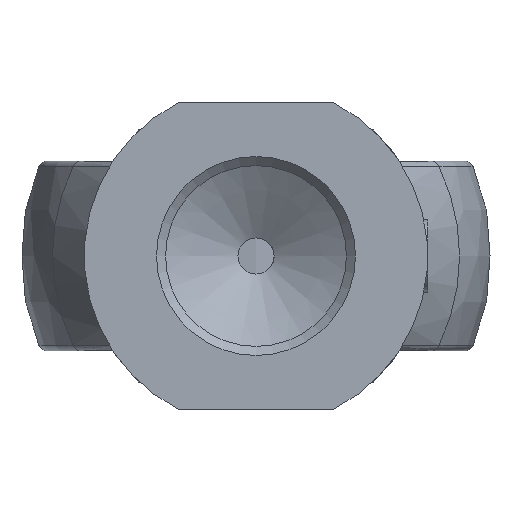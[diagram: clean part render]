
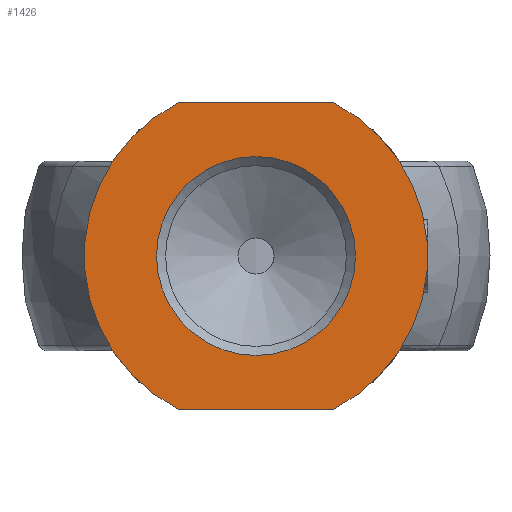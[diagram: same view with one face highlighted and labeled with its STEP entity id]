
A CAD part, front view. The second image highlights one B-rep face of the part: STEP entity #1426.
In plain terms, the highlighted planar face has unit normal (0, -1, 0).
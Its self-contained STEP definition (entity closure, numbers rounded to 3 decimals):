
#4 = DIRECTION ( 'NONE',  ( 1., 0., 0. ) ) ;
#62 = CARTESIAN_POINT ( 'NONE',  ( 4.195, -43., -8.3 ) ) ;
#65 = EDGE_CURVE ( 'NONE', #3011, #2144, #1526, .T. ) ;
#150 = ORIENTED_EDGE ( 'NONE', *, *, #1061, .T. ) ;
#163 = DIRECTION ( 'NONE',  ( 0., 0., -1. ) ) ;
#306 = AXIS2_PLACEMENT_3D ( 'NONE', #1217, #2146, #987 ) ;
#310 = CIRCLE ( 'NONE', #360, 0.2 ) ;
#333 = ORIENTED_EDGE ( 'NONE', *, *, #2195, .T. ) ;
#360 = AXIS2_PLACEMENT_3D ( 'NONE', #62, #938, #2343 ) ;
#401 = ORIENTED_EDGE ( 'NONE', *, *, #2175, .T. ) ;
#439 = VERTEX_POINT ( 'NONE', #2072 ) ;
#465 = DIRECTION ( 'NONE',  ( 0., 1., 0. ) ) ;
#546 = VERTEX_POINT ( 'NONE', #1290 ) ;
#548 = CIRCLE ( 'NONE', #306, 0.2 ) ;
#608 = VECTOR ( 'NONE', #4, 1000. ) ;
#670 = CARTESIAN_POINT ( 'NONE',  ( -4.195, -43., -8.3 ) ) ;
#737 = EDGE_CURVE ( 'NONE', #1827, #439, #1712, .T. ) ;
#809 = CARTESIAN_POINT ( 'NONE',  ( 4.285, -43., -8.478 ) ) ;
#822 = DIRECTION ( 'NONE',  ( -1., 0., 0. ) ) ;
#860 = CARTESIAN_POINT ( 'NONE',  ( 4.195, -43., 8.3 ) ) ;
#908 = CIRCLE ( 'NONE', #1156, 5.5 ) ;
#909 = ORIENTED_EDGE ( 'NONE', *, *, #1836, .T. ) ;
#927 = CARTESIAN_POINT ( 'NONE',  ( 0., -43., 0. ) ) ;
#935 = DIRECTION ( 'NONE',  ( 0., -1., 0. ) ) ;
#938 = DIRECTION ( 'NONE',  ( 0., -1., 0. ) ) ;
#949 = DIRECTION ( 'NONE',  ( 0., 0., -1. ) ) ;
#987 = DIRECTION ( 'NONE',  ( 0., 0., -1. ) ) ;
#1061 = EDGE_CURVE ( 'NONE', #2740, #1648, #2457, .T. ) ;
#1156 = AXIS2_PLACEMENT_3D ( 'NONE', #2568, #465, #949 ) ;
#1176 = LINE ( 'NONE', #2100, #608 ) ;
#1217 = CARTESIAN_POINT ( 'NONE',  ( -4.195, -43., 8.3 ) ) ;
#1267 = ORIENTED_EDGE ( 'NONE', *, *, #737, .F. ) ;
#1290 = CARTESIAN_POINT ( 'NONE',  ( 0., -43., -5.5 ) ) ;
#1299 = VERTEX_POINT ( 'NONE', #809 ) ;
#1352 = DIRECTION ( 'NONE',  ( 0., -1., 0. ) ) ;
#1367 = FACE_BOUND ( 'NONE', #1957, .T. ) ;
#1426 = ADVANCED_FACE ( 'NONE', ( #1367, #3007 ), #1796, .T. ) ;
#1454 = CARTESIAN_POINT ( 'NONE',  ( 4.195, -43., -8.5 ) ) ;
#1519 = EDGE_CURVE ( 'NONE', #2050, #3011, #548, .T. ) ;
#1525 = DIRECTION ( 'NONE',  ( 0., -1., 0. ) ) ;
#1526 = CIRCLE ( 'NONE', #2452, 9.5 ) ;
#1584 = AXIS2_PLACEMENT_3D ( 'NONE', #1782, #2946, #2486 ) ;
#1586 = DIRECTION ( 'NONE',  ( 0., 0., -1. ) ) ;
#1628 = AXIS2_PLACEMENT_3D ( 'NONE', #927, #1352, #1856 ) ;
#1648 = VERTEX_POINT ( 'NONE', #1713 ) ;
#1712 = LINE ( 'NONE', #1946, #2649 ) ;
#1713 = CARTESIAN_POINT ( 'NONE',  ( 4.195, -43., 8.5 ) ) ;
#1782 = CARTESIAN_POINT ( 'NONE',  ( 0., -43., 0. ) ) ;
#1796 = PLANE ( 'NONE',  #1628 ) ;
#1827 = VERTEX_POINT ( 'NONE', #1454 ) ;
#1829 = CIRCLE ( 'NONE', #2702, 0.2 ) ;
#1836 = EDGE_CURVE ( 'NONE', #1827, #1299, #310, .T. ) ;
#1856 = DIRECTION ( 'NONE',  ( 0., 0., -1. ) ) ;
#1933 = CIRCLE ( 'NONE', #1584, 9.5 ) ;
#1935 = CARTESIAN_POINT ( 'NONE',  ( -4.285, -43., 8.478 ) ) ;
#1946 = CARTESIAN_POINT ( 'NONE',  ( -13., -43., -8.5 ) ) ;
#1957 = EDGE_LOOP ( 'NONE', ( #333 ) ) ;
#2022 = AXIS2_PLACEMENT_3D ( 'NONE', #860, #2253, #163 ) ;
#2050 = VERTEX_POINT ( 'NONE', #2524 ) ;
#2072 = CARTESIAN_POINT ( 'NONE',  ( -4.195, -43., -8.5 ) ) ;
#2100 = CARTESIAN_POINT ( 'NONE',  ( -13., -43., 8.5 ) ) ;
#2144 = VERTEX_POINT ( 'NONE', #2551 ) ;
#2146 = DIRECTION ( 'NONE',  ( 0., -1., 0. ) ) ;
#2175 = EDGE_CURVE ( 'NONE', #2144, #439, #1829, .T. ) ;
#2195 = EDGE_CURVE ( 'NONE', #546, #546, #908, .T. ) ;
#2238 = CARTESIAN_POINT ( 'NONE',  ( 4.285, -43., 8.478 ) ) ;
#2253 = DIRECTION ( 'NONE',  ( 0., -1., 0. ) ) ;
#2343 = DIRECTION ( 'NONE',  ( 0., 0., -1. ) ) ;
#2452 = AXIS2_PLACEMENT_3D ( 'NONE', #2701, #1525, #2461 ) ;
#2457 = CIRCLE ( 'NONE', #2022, 0.2 ) ;
#2461 = DIRECTION ( 'NONE',  ( 0., 0., -1. ) ) ;
#2486 = DIRECTION ( 'NONE',  ( 0., 0., -1. ) ) ;
#2524 = CARTESIAN_POINT ( 'NONE',  ( -4.195, -43., 8.5 ) ) ;
#2551 = CARTESIAN_POINT ( 'NONE',  ( -4.285, -43., -8.478 ) ) ;
#2568 = CARTESIAN_POINT ( 'NONE',  ( 0., -43., 0. ) ) ;
#2578 = ORIENTED_EDGE ( 'NONE', *, *, #2877, .F. ) ;
#2628 = ORIENTED_EDGE ( 'NONE', *, *, #1519, .T. ) ;
#2649 = VECTOR ( 'NONE', #822, 1000. ) ;
#2663 = EDGE_LOOP ( 'NONE', ( #2901, #401, #1267, #909, #2786, #150, #2578, #2628 ) ) ;
#2701 = CARTESIAN_POINT ( 'NONE',  ( 0., -43., 0. ) ) ;
#2702 = AXIS2_PLACEMENT_3D ( 'NONE', #670, #935, #1586 ) ;
#2740 = VERTEX_POINT ( 'NONE', #2238 ) ;
#2786 = ORIENTED_EDGE ( 'NONE', *, *, #2787, .T. ) ;
#2787 = EDGE_CURVE ( 'NONE', #1299, #2740, #1933, .T. ) ;
#2877 = EDGE_CURVE ( 'NONE', #2050, #1648, #1176, .T. ) ;
#2901 = ORIENTED_EDGE ( 'NONE', *, *, #65, .T. ) ;
#2946 = DIRECTION ( 'NONE',  ( 0., -1., 0. ) ) ;
#3007 = FACE_OUTER_BOUND ( 'NONE', #2663, .T. ) ;
#3011 = VERTEX_POINT ( 'NONE', #1935 ) ;
